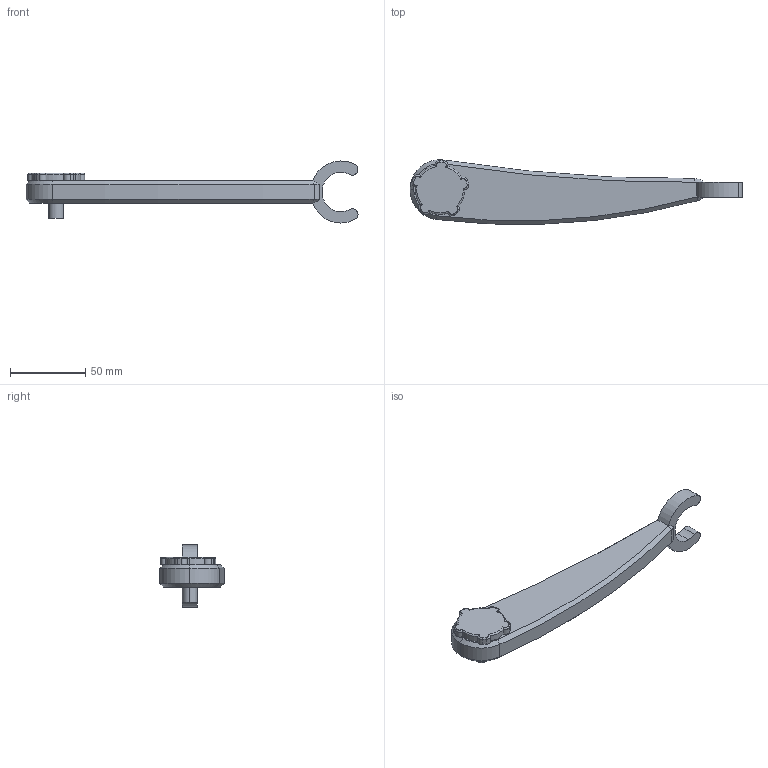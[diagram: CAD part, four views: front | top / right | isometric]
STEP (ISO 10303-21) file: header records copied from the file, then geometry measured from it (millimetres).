
FILE_DESCRIPTION (( 'STEP AP203' ), '1' );
FILE_NAME ('Part_2_Arm__2_Varsayilan_sldprt.STEP', '2025-10-03T10:26:36', ( 'Windows User' ), ( '' ), 'SwSTEP 2.0', 'SolidWorks 2021', '' );
FILE_SCHEMA (( 'CONFIG_CONTROL_DESIGN' ));
Length unit declared in the file: millimetre
Products named in the file (1): Part_2_Arm__2_Varsayilan_sldprt
Bounding box: 221.28 x 43.02 x 41.33 mm (x, y, z)
Volume: 97049.2 mm3; surface area: 20221 mm2
Topology: 1 solids, 1 shells, 89 faces, 219 edges, 133 vertices
Faces by surface type: cylinder 43, torus 19, plane 16, cone 11
Entity records: 2867 total; most frequent: CARTESIAN_POINT 632, DIRECTION 502, ORIENTED_EDGE 438, EDGE_CURVE 219, AXIS2_PLACEMENT_3D 217, VERTEX_POINT 133, CIRCLE 127, EDGE_LOOP 90
